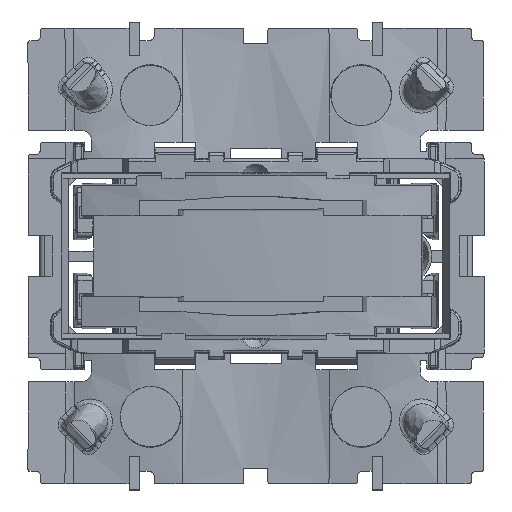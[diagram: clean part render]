
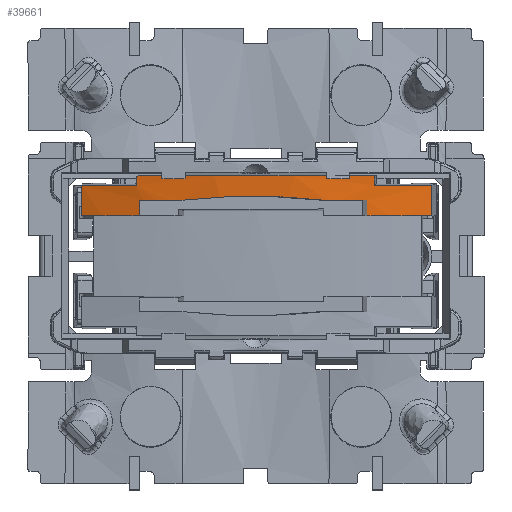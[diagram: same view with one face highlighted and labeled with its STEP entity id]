
A CAD part, top view. The second image highlights one B-rep face of the part: STEP entity #39661.
In plain terms, the highlighted cylindrical face has radius 62 mm (diameter 124 mm), a partial arc.
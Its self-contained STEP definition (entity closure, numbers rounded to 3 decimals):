
#39527=AXIS2_PLACEMENT_3D('Cylinder Axis2P3D',#39524,#39525,#39526) ;
#39531=AXIS2_PLACEMENT_3D('Circle Axis2P3D',#39529,#39530,$) ;
#39586=AXIS2_PLACEMENT_3D('Circle Axis2P3D',#39584,#39585,$) ;
#39600=AXIS2_PLACEMENT_3D('Circle Axis2P3D',#39598,#39599,$) ;
#39631=AXIS2_PLACEMENT_3D('Circle Axis2P3D',#39629,#39630,$) ;
#39417=CARTESIAN_POINT('Vertex',(-7.013,-17.411,4.105)) ;
#39421=CARTESIAN_POINT('Control Point',(-7.013,-17.411,4.105)) ;
#39422=CARTESIAN_POINT('Control Point',(-7.013,-15.596,4.636)) ;
#39423=CARTESIAN_POINT('Control Point',(-7.014,-13.757,5.084)) ;
#39424=CARTESIAN_POINT('Control Point',(-7.015,-11.9,5.447)) ;
#39425=CARTESIAN_POINT('Vertex',(-7.015,-11.9,5.447)) ;
#39429=CARTESIAN_POINT('Control Point',(-7.015,-11.9,5.447)) ;
#39430=CARTESIAN_POINT('Control Point',(-7.015,-11.871,5.453)) ;
#39431=CARTESIAN_POINT('Control Point',(-7.015,-11.842,5.459)) ;
#39432=CARTESIAN_POINT('Control Point',(-7.015,-11.814,5.464)) ;
#39433=CARTESIAN_POINT('Vertex',(-7.015,-11.814,5.464)) ;
#39508=CARTESIAN_POINT('Vertex',(-4.,-17.411,4.105)) ;
#39511=CARTESIAN_POINT('Line Origine',(6.,-17.411,4.105)) ;
#39524=CARTESIAN_POINT('Axis2P3D Location',(5.2,0.,-55.4)) ;
#39529=CARTESIAN_POINT('Axis2P3D Location',(-4.,0.,-55.4)) ;
#39533=CARTESIAN_POINT('Vertex',(-4.,11.1,5.598)) ;
#39535=CARTESIAN_POINT('Vertex',(-4.,17.411,4.105)) ;
#39538=CARTESIAN_POINT('Line Origine',(5.2,17.411,4.105)) ;
#39542=CARTESIAN_POINT('Vertex',(-7.013,17.411,4.105)) ;
#39546=CARTESIAN_POINT('Control Point',(-7.013,17.411,4.105)) ;
#39547=CARTESIAN_POINT('Control Point',(-7.013,15.596,4.636)) ;
#39548=CARTESIAN_POINT('Control Point',(-7.014,13.756,5.084)) ;
#39549=CARTESIAN_POINT('Control Point',(-7.015,11.9,5.447)) ;
#39550=CARTESIAN_POINT('Vertex',(-7.015,11.9,5.447)) ;
#39554=CARTESIAN_POINT('Control Point',(-7.015,11.9,5.447)) ;
#39555=CARTESIAN_POINT('Control Point',(-7.015,11.871,5.453)) ;
#39556=CARTESIAN_POINT('Control Point',(-7.015,11.842,5.459)) ;
#39557=CARTESIAN_POINT('Control Point',(-7.015,11.814,5.464)) ;
#39558=CARTESIAN_POINT('Vertex',(-7.015,11.814,5.464)) ;
#39562=CARTESIAN_POINT('Control Point',(-7.915,11.814,5.464)) ;
#39563=CARTESIAN_POINT('Control Point',(-7.615,11.814,5.464)) ;
#39564=CARTESIAN_POINT('Control Point',(-7.315,11.814,5.464)) ;
#39565=CARTESIAN_POINT('Control Point',(-7.015,11.814,5.464)) ;
#39566=CARTESIAN_POINT('Vertex',(-7.915,11.814,5.465)) ;
#39570=CARTESIAN_POINT('Control Point',(-7.915,11.814,5.464)) ;
#39571=CARTESIAN_POINT('Control Point',(-7.916,5.975,6.597)) ;
#39572=CARTESIAN_POINT('Control Point',(-7.917,-0.008,6.983)) ;
#39573=CARTESIAN_POINT('Control Point',(-7.916,-5.979,6.597)) ;
#39574=CARTESIAN_POINT('Control Point',(-7.915,-11.814,5.464)) ;
#39575=CARTESIAN_POINT('Vertex',(-7.915,-11.814,5.464)) ;
#39579=CARTESIAN_POINT('Control Point',(-7.915,-11.814,5.464)) ;
#39580=CARTESIAN_POINT('Control Point',(-7.615,-11.814,5.464)) ;
#39581=CARTESIAN_POINT('Control Point',(-7.315,-11.814,5.464)) ;
#39582=CARTESIAN_POINT('Control Point',(-7.015,-11.814,5.464)) ;
#39584=CARTESIAN_POINT('Axis2P3D Location',(-4.,0.,-55.4)) ;
#39588=CARTESIAN_POINT('Vertex',(-4.,-11.1,5.598)) ;
#39591=CARTESIAN_POINT('Line Origine',(5.2,-11.1,5.598)) ;
#39595=CARTESIAN_POINT('Vertex',(-5.5,-11.1,5.598)) ;
#39598=CARTESIAN_POINT('Axis2P3D Location',(-5.5,0.,-55.4)) ;
#39602=CARTESIAN_POINT('Vertex',(-5.5,-7.06,6.197)) ;
#39606=CARTESIAN_POINT('Control Point',(-5.5,-7.06,6.197)) ;
#39607=CARTESIAN_POINT('Control Point',(-5.638,-5.842,6.336)) ;
#39608=CARTESIAN_POINT('Control Point',(-5.741,-4.617,6.44)) ;
#39609=CARTESIAN_POINT('Control Point',(-5.808,-3.388,6.507)) ;
#39610=CARTESIAN_POINT('Vertex',(-5.808,-3.388,6.507)) ;
#39614=CARTESIAN_POINT('Control Point',(-5.808,3.388,6.507)) ;
#39615=CARTESIAN_POINT('Control Point',(-5.93,1.134,6.631)) ;
#39616=CARTESIAN_POINT('Control Point',(-5.93,-1.134,6.631)) ;
#39617=CARTESIAN_POINT('Control Point',(-5.808,-3.388,6.507)) ;
#39618=CARTESIAN_POINT('Vertex',(-5.808,3.388,6.507)) ;
#39622=CARTESIAN_POINT('Control Point',(-5.808,3.388,6.507)) ;
#39623=CARTESIAN_POINT('Control Point',(-5.741,4.617,6.44)) ;
#39624=CARTESIAN_POINT('Control Point',(-5.638,5.842,6.336)) ;
#39625=CARTESIAN_POINT('Control Point',(-5.5,7.06,6.197)) ;
#39626=CARTESIAN_POINT('Vertex',(-5.5,7.06,6.197)) ;
#39629=CARTESIAN_POINT('Axis2P3D Location',(-5.5,0.,-55.4)) ;
#39633=CARTESIAN_POINT('Vertex',(-5.5,11.1,5.598)) ;
#39636=CARTESIAN_POINT('Line Origine',(5.2,11.1,5.598)) ;
#39512=DIRECTION('Vector Direction',(1.,0.,0.)) ;
#39525=DIRECTION('Axis2P3D Direction',(1.,0.,0.)) ;
#39526=DIRECTION('Axis2P3D XDirection',(0.,0.282,0.959)) ;
#39530=DIRECTION('Axis2P3D Direction',(1.,0.,0.)) ;
#39539=DIRECTION('Vector Direction',(1.,0.,0.)) ;
#39585=DIRECTION('Axis2P3D Direction',(1.,0.,0.)) ;
#39592=DIRECTION('Vector Direction',(1.,0.,0.)) ;
#39599=DIRECTION('Axis2P3D Direction',(1.,0.,0.)) ;
#39630=DIRECTION('Axis2P3D Direction',(1.,0.,0.)) ;
#39637=DIRECTION('Vector Direction',(1.,0.,0.)) ;
#39513=VECTOR('Line Direction',#39512,1.) ;
#39540=VECTOR('Line Direction',#39539,1.) ;
#39593=VECTOR('Line Direction',#39592,1.) ;
#39638=VECTOR('Line Direction',#39637,1.) ;
#39642=ORIENTED_EDGE('',*,*,#39537,.T.) ;
#39643=ORIENTED_EDGE('',*,*,#39544,.F.) ;
#39644=ORIENTED_EDGE('',*,*,#39552,.F.) ;
#39645=ORIENTED_EDGE('',*,*,#39560,.T.) ;
#39646=ORIENTED_EDGE('',*,*,#39568,.F.) ;
#39647=ORIENTED_EDGE('',*,*,#39577,.F.) ;
#39648=ORIENTED_EDGE('',*,*,#39583,.F.) ;
#39649=ORIENTED_EDGE('',*,*,#39435,.T.) ;
#39650=ORIENTED_EDGE('',*,*,#39427,.F.) ;
#39651=ORIENTED_EDGE('',*,*,#39515,.F.) ;
#39652=ORIENTED_EDGE('',*,*,#39590,.T.) ;
#39653=ORIENTED_EDGE('',*,*,#39597,.T.) ;
#39654=ORIENTED_EDGE('',*,*,#39604,.T.) ;
#39655=ORIENTED_EDGE('',*,*,#39612,.T.) ;
#39656=ORIENTED_EDGE('',*,*,#39620,.F.) ;
#39657=ORIENTED_EDGE('',*,*,#39628,.T.) ;
#39658=ORIENTED_EDGE('',*,*,#39635,.T.) ;
#39659=ORIENTED_EDGE('',*,*,#39640,.F.) ;
#39661=ADVANCED_FACE('Entra\X2\00EE\X0\neur',(#39660),#39528,.T.) ;
#39420=B_SPLINE_CURVE_WITH_KNOTS('',3,(#39421,#39422,#39423,#39424),.UNSPECIFIED.,.F.,.U.,(4,4),(0.,8.031),.UNSPECIFIED.) ;
#39428=B_SPLINE_CURVE_WITH_KNOTS('',3,(#39429,#39430,#39431,#39432),.UNSPECIFIED.,.F.,.U.,(4,4),(0.,0.125),.UNSPECIFIED.) ;
#39545=B_SPLINE_CURVE_WITH_KNOTS('',3,(#39546,#39547,#39548,#39549),.UNSPECIFIED.,.F.,.U.,(4,4),(0.,8.034),.UNSPECIFIED.) ;
#39553=B_SPLINE_CURVE_WITH_KNOTS('',3,(#39554,#39555,#39556,#39557),.UNSPECIFIED.,.F.,.U.,(4,4),(0.,0.125),.UNSPECIFIED.) ;
#39561=B_SPLINE_CURVE_WITH_KNOTS('',3,(#39562,#39563,#39564,#39565),.UNSPECIFIED.,.F.,.U.,(4,4),(0.,1.273),.UNSPECIFIED.) ;
#39569=B_SPLINE_CURVE_WITH_KNOTS('',4,(#39570,#39571,#39572,#39573,#39574),.UNSPECIFIED.,.F.,.U.,(5,5),(0.125,33.785),.UNSPECIFIED.) ;
#39578=B_SPLINE_CURVE_WITH_KNOTS('',3,(#39579,#39580,#39581,#39582),.UNSPECIFIED.,.F.,.U.,(4,4),(0.,1.273),.UNSPECIFIED.) ;
#39605=B_SPLINE_CURVE_WITH_KNOTS('',3,(#39606,#39607,#39608,#39609),.UNSPECIFIED.,.F.,.U.,(4,4),(0.,5.232),.UNSPECIFIED.) ;
#39613=B_SPLINE_CURVE_WITH_KNOTS('',3,(#39614,#39615,#39616,#39617),.UNSPECIFIED.,.F.,.U.,(4,4),(0.159,9.751),.UNSPECIFIED.) ;
#39621=B_SPLINE_CURVE_WITH_KNOTS('',3,(#39622,#39623,#39624,#39625),.UNSPECIFIED.,.F.,.U.,(4,4),(14.824,20.055),.UNSPECIFIED.) ;
#39532=CIRCLE('generated circle',#39531,62.) ;
#39587=CIRCLE('generated circle',#39586,62.) ;
#39601=CIRCLE('generated circle',#39600,62.) ;
#39632=CIRCLE('generated circle',#39631,62.) ;
#39528=CYLINDRICAL_SURFACE('generated cylinder',#39527,62.) ;
#39427=EDGE_CURVE('',#39418,#39426,#39420,.T.) ;
#39435=EDGE_CURVE('',#39434,#39426,#39428,.F.) ;
#39515=EDGE_CURVE('',#39509,#39418,#39514,.F.) ;
#39537=EDGE_CURVE('',#39534,#39536,#39532,.F.) ;
#39544=EDGE_CURVE('',#39543,#39536,#39541,.T.) ;
#39552=EDGE_CURVE('',#39551,#39543,#39545,.F.) ;
#39560=EDGE_CURVE('',#39551,#39559,#39553,.T.) ;
#39568=EDGE_CURVE('',#39567,#39559,#39561,.T.) ;
#39577=EDGE_CURVE('',#39576,#39567,#39569,.F.) ;
#39583=EDGE_CURVE('',#39434,#39576,#39578,.F.) ;
#39590=EDGE_CURVE('',#39509,#39589,#39587,.F.) ;
#39597=EDGE_CURVE('',#39589,#39596,#39594,.F.) ;
#39604=EDGE_CURVE('',#39596,#39603,#39601,.F.) ;
#39612=EDGE_CURVE('',#39603,#39611,#39605,.T.) ;
#39620=EDGE_CURVE('',#39619,#39611,#39613,.T.) ;
#39628=EDGE_CURVE('',#39619,#39627,#39621,.T.) ;
#39635=EDGE_CURVE('',#39627,#39634,#39632,.F.) ;
#39640=EDGE_CURVE('',#39534,#39634,#39639,.F.) ;
#39641=EDGE_LOOP('',(#39642,#39643,#39644,#39645,#39646,#39647,#39648,#39649,#39650,#39651,#39652,#39653,#39654,#39655,#39656,#39657,#39658,#39659)) ;
#39660=FACE_OUTER_BOUND('',#39641,.T.) ;
#39514=LINE('Line',#39511,#39513) ;
#39541=LINE('Line',#39538,#39540) ;
#39594=LINE('Line',#39591,#39593) ;
#39639=LINE('Line',#39636,#39638) ;
#39418=VERTEX_POINT('',#39417) ;
#39426=VERTEX_POINT('',#39425) ;
#39434=VERTEX_POINT('',#39433) ;
#39509=VERTEX_POINT('',#39508) ;
#39534=VERTEX_POINT('',#39533) ;
#39536=VERTEX_POINT('',#39535) ;
#39543=VERTEX_POINT('',#39542) ;
#39551=VERTEX_POINT('',#39550) ;
#39559=VERTEX_POINT('',#39558) ;
#39567=VERTEX_POINT('',#39566) ;
#39576=VERTEX_POINT('',#39575) ;
#39589=VERTEX_POINT('',#39588) ;
#39596=VERTEX_POINT('',#39595) ;
#39603=VERTEX_POINT('',#39602) ;
#39611=VERTEX_POINT('',#39610) ;
#39619=VERTEX_POINT('',#39618) ;
#39627=VERTEX_POINT('',#39626) ;
#39634=VERTEX_POINT('',#39633) ;
